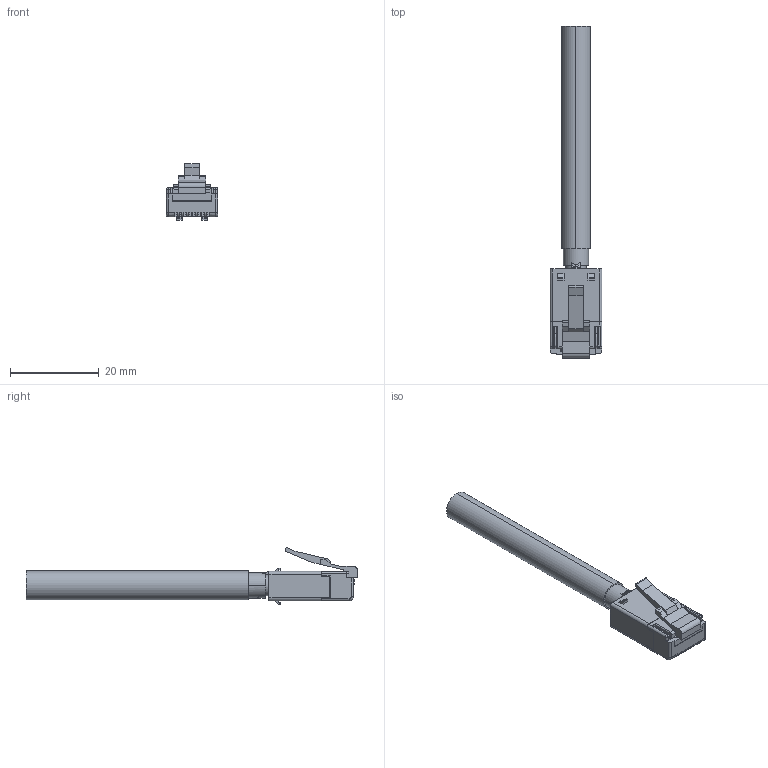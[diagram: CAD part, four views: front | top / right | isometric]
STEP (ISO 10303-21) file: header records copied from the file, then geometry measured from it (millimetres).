
FILE_DESCRIPTION (( 'STEP AP214' ), '1' );
FILE_NAME ('P(090)A427~-c.STEP', '2010-01-11T14:04:45', ( 'Yamaichi' ), ( 'Yamaichi' ), 'SwSTEP 2.0', 'SolidWorks 2008', '' );
FILE_SCHEMA (( 'AUTOMOTIVE_DESIGN' ));
Length unit declared in the file: millimetre
Products named in the file (1): P(090)A427~-c
Bounding box: 11.68 x 74.74 x 12.72 mm (x, y, z)
Volume: 2020.8 mm3; surface area: 3277.5 mm2
Topology: 2 solids, 2 shells, 386 faces, 1041 edges, 660 vertices
Faces by surface type: plane 277, cylinder 96, bspline 5, torus 4, sphere 3, cone 1
Entity records: 12497 total; most frequent: CARTESIAN_POINT 2477, ORIENTED_EDGE 2074, DIRECTION 1894, EDGE_CURVE 1037, VECTOR 782, LINE 782, VERTEX_POINT 660, AXIS2_PLACEMENT_3D 556
